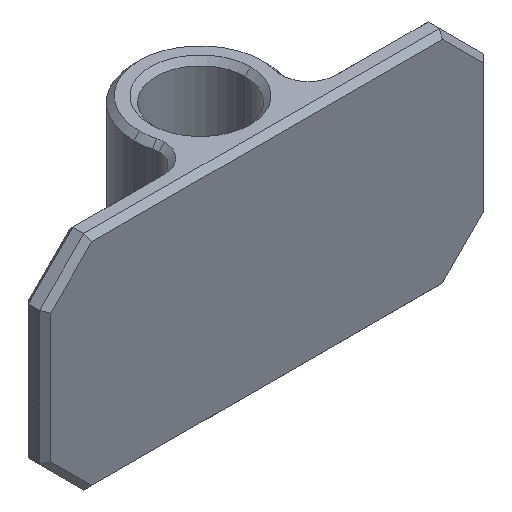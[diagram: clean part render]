
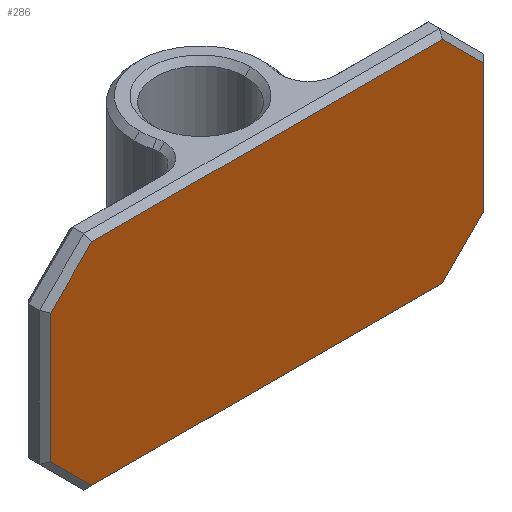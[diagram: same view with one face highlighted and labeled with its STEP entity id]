
A CAD part, isometric view. The second image highlights one B-rep face of the part: STEP entity #286.
In plain terms, the highlighted planar face has unit normal (0, -1, 0).
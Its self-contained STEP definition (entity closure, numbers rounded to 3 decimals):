
#31 = CARTESIAN_POINT ( 'NONE',  ( -10., -3., 10. ) ) ;
#78 = VECTOR ( 'NONE', #523, 1000. ) ;
#128 = VECTOR ( 'NONE', #960, 1000. ) ;
#151 = CARTESIAN_POINT ( 'NONE',  ( 9.75, -3., 10. ) ) ;
#156 = ORIENTED_EDGE ( 'NONE', *, *, #1038, .T. ) ;
#182 = CARTESIAN_POINT ( 'NONE',  ( 7.823, -3., 9.823 ) ) ;
#194 = LINE ( 'NONE', #182, #971 ) ;
#209 = AXIS2_PLACEMENT_3D ( 'NONE', #31, #895, #1014 ) ;
#226 = CARTESIAN_POINT ( 'NONE',  ( -10., -3., 9.75 ) ) ;
#250 = LINE ( 'NONE', #1549, #128 ) ;
#269 = VERTEX_POINT ( 'NONE', #1000 ) ;
#286 = ADVANCED_FACE ( 'NONE', ( #1544 ), #773, .F. ) ;
#318 = ORIENTED_EDGE ( 'NONE', *, *, #1222, .T. ) ;
#327 = LINE ( 'NONE', #1407, #1457 ) ;
#338 = ORIENTED_EDGE ( 'NONE', *, *, #487, .T. ) ;
#358 = LINE ( 'NONE', #226, #696 ) ;
#396 = VERTEX_POINT ( 'NONE', #878 ) ;
#418 = ORIENTED_EDGE ( 'NONE', *, *, #1007, .T. ) ;
#425 = CARTESIAN_POINT ( 'NONE',  ( -7.896, -3., 9.75 ) ) ;
#441 = DIRECTION ( 'NONE',  ( 0.707, 0., 0.707 ) ) ;
#456 = CARTESIAN_POINT ( 'NONE',  ( -9.823, -3., 7.823 ) ) ;
#469 = VECTOR ( 'NONE', #841, 1000. ) ;
#487 = EDGE_CURVE ( 'NONE', #1116, #814, #580, .T. ) ;
#498 = EDGE_CURVE ( 'NONE', #758, #1253, #358, .T. ) ;
#519 = CARTESIAN_POINT ( 'NONE',  ( 8., -3., 0.25 ) ) ;
#523 = DIRECTION ( 'NONE',  ( 0.707, 0., -0.707 ) ) ;
#561 = VECTOR ( 'NONE', #1475, 1000. ) ;
#580 = LINE ( 'NONE', #519, #718 ) ;
#651 = EDGE_CURVE ( 'NONE', #1303, #758, #194, .T. ) ;
#675 = CARTESIAN_POINT ( 'NONE',  ( 7.896, -3., 0.25 ) ) ;
#691 = VERTEX_POINT ( 'NONE', #1039 ) ;
#693 = EDGE_LOOP ( 'NONE', ( #695, #418, #156, #318, #338, #994, #999, #1300 ) ) ;
#695 = ORIENTED_EDGE ( 'NONE', *, *, #498, .T. ) ;
#696 = VECTOR ( 'NONE', #967, 1000. ) ;
#718 = VECTOR ( 'NONE', #1474, 1000. ) ;
#758 = VERTEX_POINT ( 'NONE', #1425 ) ;
#773 = PLANE ( 'NONE',  #209 ) ;
#775 = LINE ( 'NONE', #1403, #78 ) ;
#792 = DIRECTION ( 'NONE',  ( -0.707, 0., 0.707 ) ) ;
#814 = VERTEX_POINT ( 'NONE', #675 ) ;
#841 = DIRECTION ( 'NONE',  ( -0.707, 0., -0.707 ) ) ;
#878 = CARTESIAN_POINT ( 'NONE',  ( -9.75, -3., 2.104 ) ) ;
#895 = DIRECTION ( 'NONE',  ( 0., 1., 0. ) ) ;
#960 = DIRECTION ( 'NONE',  ( 0., 0., -1. ) ) ;
#967 = DIRECTION ( 'NONE',  ( -1., 0., 0. ) ) ;
#971 = VECTOR ( 'NONE', #792, 1000. ) ;
#994 = ORIENTED_EDGE ( 'NONE', *, *, #1429, .T. ) ;
#999 = ORIENTED_EDGE ( 'NONE', *, *, #1172, .T. ) ;
#1000 = CARTESIAN_POINT ( 'NONE',  ( -9.75, -3., 7.896 ) ) ;
#1007 = EDGE_CURVE ( 'NONE', #1253, #269, #1213, .T. ) ;
#1014 = DIRECTION ( 'NONE',  ( -1., 0., 0. ) ) ;
#1038 = EDGE_CURVE ( 'NONE', #269, #396, #250, .T. ) ;
#1039 = CARTESIAN_POINT ( 'NONE',  ( 9.75, -3., 2.104 ) ) ;
#1116 = VERTEX_POINT ( 'NONE', #1258 ) ;
#1172 = EDGE_CURVE ( 'NONE', #691, #1303, #1324, .T. ) ;
#1213 = LINE ( 'NONE', #456, #469 ) ;
#1222 = EDGE_CURVE ( 'NONE', #396, #1116, #775, .T. ) ;
#1253 = VERTEX_POINT ( 'NONE', #425 ) ;
#1258 = CARTESIAN_POINT ( 'NONE',  ( -7.896, -3., 0.25 ) ) ;
#1300 = ORIENTED_EDGE ( 'NONE', *, *, #651, .T. ) ;
#1303 = VERTEX_POINT ( 'NONE', #1383 ) ;
#1324 = LINE ( 'NONE', #151, #561 ) ;
#1383 = CARTESIAN_POINT ( 'NONE',  ( 9.75, -3., 7.896 ) ) ;
#1403 = CARTESIAN_POINT ( 'NONE',  ( -7.823, -3., 0.177 ) ) ;
#1407 = CARTESIAN_POINT ( 'NONE',  ( 9.823, -3., 2.177 ) ) ;
#1425 = CARTESIAN_POINT ( 'NONE',  ( 7.896, -3., 9.75 ) ) ;
#1429 = EDGE_CURVE ( 'NONE', #814, #691, #327, .T. ) ;
#1457 = VECTOR ( 'NONE', #441, 1000. ) ;
#1474 = DIRECTION ( 'NONE',  ( 1., 0., 0. ) ) ;
#1475 = DIRECTION ( 'NONE',  ( 0., 0., 1. ) ) ;
#1544 = FACE_OUTER_BOUND ( 'NONE', #693, .T. ) ;
#1549 = CARTESIAN_POINT ( 'NONE',  ( -9.75, -3., 10. ) ) ;
